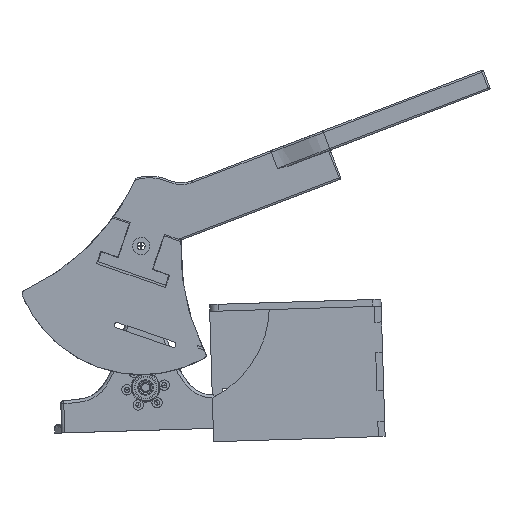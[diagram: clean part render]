
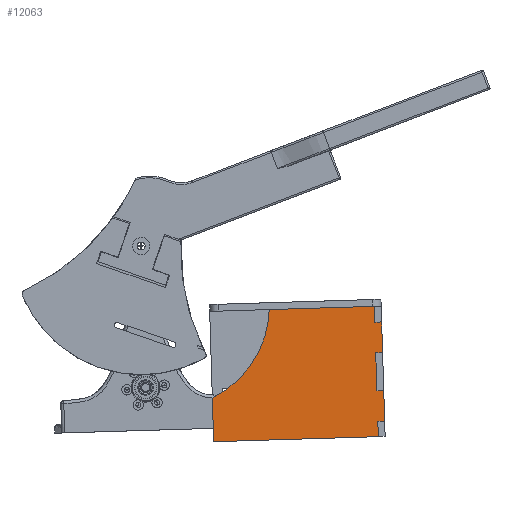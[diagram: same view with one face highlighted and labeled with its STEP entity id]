
A CAD part, left-side view. The second image highlights one B-rep face of the part: STEP entity #12063.
In plain terms, the highlighted face is planar.
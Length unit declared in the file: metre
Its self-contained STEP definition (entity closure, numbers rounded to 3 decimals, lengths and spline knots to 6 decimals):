
#1025=CIRCLE('',#13962,0.06);
#4013=ORIENTED_EDGE('',*,*,#5818,.F.);
#4014=ORIENTED_EDGE('',*,*,#5819,.T.);
#4015=ORIENTED_EDGE('',*,*,#5793,.F.);
#4016=ORIENTED_EDGE('',*,*,#5820,.F.);
#4017=ORIENTED_EDGE('',*,*,#5821,.F.);
#4018=ORIENTED_EDGE('',*,*,#5822,.T.);
#4019=ORIENTED_EDGE('',*,*,#5823,.T.);
#4020=ORIENTED_EDGE('',*,*,#5824,.T.);
#4021=ORIENTED_EDGE('',*,*,#5825,.T.);
#4022=ORIENTED_EDGE('',*,*,#5826,.F.);
#4023=ORIENTED_EDGE('',*,*,#5827,.T.);
#4024=ORIENTED_EDGE('',*,*,#5828,.T.);
#4025=ORIENTED_EDGE('',*,*,#5799,.T.);
#4026=ORIENTED_EDGE('',*,*,#5829,.F.);
#4027=ORIENTED_EDGE('',*,*,#5830,.T.);
#4028=ORIENTED_EDGE('',*,*,#5831,.F.);
#4029=ORIENTED_EDGE('',*,*,#5832,.T.);
#4030=ORIENTED_EDGE('',*,*,#5795,.F.);
#4031=ORIENTED_EDGE('',*,*,#5833,.F.);
#5793=EDGE_CURVE('',#6982,#6980,#8000,.T.);
#5795=EDGE_CURVE('',#6983,#6985,#8002,.T.);
#5799=EDGE_CURVE('',#6989,#6987,#8006,.T.);
#5818=EDGE_CURVE('',#7004,#7005,#8024,.T.);
#5819=EDGE_CURVE('',#7004,#6980,#8025,.T.);
#5820=EDGE_CURVE('',#7006,#6982,#1025,.T.);
#5821=EDGE_CURVE('',#7007,#7006,#8026,.T.);
#5822=EDGE_CURVE('',#7007,#7008,#8027,.T.);
#5823=EDGE_CURVE('',#7008,#7009,#8028,.T.);
#5824=EDGE_CURVE('',#7009,#7010,#8029,.T.);
#5825=EDGE_CURVE('',#7010,#7011,#8030,.T.);
#5826=EDGE_CURVE('',#7012,#7011,#8031,.T.);
#5827=EDGE_CURVE('',#7012,#7013,#8032,.T.);
#5828=EDGE_CURVE('',#7013,#6989,#8033,.T.);
#5829=EDGE_CURVE('',#7014,#6987,#8034,.T.);
#5830=EDGE_CURVE('',#7014,#7015,#8035,.T.);
#5831=EDGE_CURVE('',#7016,#7015,#8036,.T.);
#5832=EDGE_CURVE('',#7016,#6985,#8037,.T.);
#5833=EDGE_CURVE('',#7005,#6983,#8038,.T.);
#6980=VERTEX_POINT('',#21917);
#6982=VERTEX_POINT('',#21921);
#6983=VERTEX_POINT('',#21925);
#6985=VERTEX_POINT('',#21928);
#6987=VERTEX_POINT('',#21934);
#6989=VERTEX_POINT('',#21937);
#7004=VERTEX_POINT('',#21973);
#7005=VERTEX_POINT('',#21974);
#7006=VERTEX_POINT('',#21977);
#7007=VERTEX_POINT('',#21979);
#7008=VERTEX_POINT('',#21981);
#7009=VERTEX_POINT('',#21983);
#7010=VERTEX_POINT('',#21985);
#7011=VERTEX_POINT('',#21987);
#7012=VERTEX_POINT('',#21989);
#7013=VERTEX_POINT('',#21991);
#7014=VERTEX_POINT('',#21994);
#7015=VERTEX_POINT('',#21996);
#7016=VERTEX_POINT('',#21998);
#8000=LINE('',#21922,#9071);
#8002=LINE('',#21927,#9073);
#8006=LINE('',#21936,#9077);
#8024=LINE('',#21972,#9095);
#8025=LINE('',#21975,#9096);
#8026=LINE('',#21978,#9097);
#8027=LINE('',#21980,#9098);
#8028=LINE('',#21982,#9099);
#8029=LINE('',#21984,#9100);
#8030=LINE('',#21986,#9101);
#8031=LINE('',#21988,#9102);
#8032=LINE('',#21990,#9103);
#8033=LINE('',#21992,#9104);
#8034=LINE('',#21993,#9105);
#8035=LINE('',#21995,#9106);
#8036=LINE('',#21997,#9107);
#8037=LINE('',#21999,#9108);
#8038=LINE('',#22000,#9109);
#9071=VECTOR('',#17080,1.);
#9073=VECTOR('',#17084,1.);
#9077=VECTOR('',#17090,1.);
#9095=VECTOR('',#17114,1.);
#9096=VECTOR('',#17115,1.);
#9097=VECTOR('',#17118,1.);
#9098=VECTOR('',#17119,1.);
#9099=VECTOR('',#17120,1.);
#9100=VECTOR('',#17121,1.);
#9101=VECTOR('',#17122,1.);
#9102=VECTOR('',#17123,1.);
#9103=VECTOR('',#17124,1.);
#9104=VECTOR('',#17125,1.);
#9105=VECTOR('',#17126,1.);
#9106=VECTOR('',#17127,1.);
#9107=VECTOR('',#17128,1.);
#9108=VECTOR('',#17129,1.);
#9109=VECTOR('',#17130,1.);
#10072=EDGE_LOOP('',(#4013,#4014,#4015,#4016,#4017,#4018,#4019,#4020,#4021,
#4022,#4023,#4024,#4025,#4026,#4027,#4028,#4029,#4030,#4031));
#10973=FACE_BOUND('',#10072,.T.);
#11383=PLANE('',#13961);
#12063=ADVANCED_FACE('',(#10973),#11383,.T.);
#13961=AXIS2_PLACEMENT_3D('',#21971,#17112,#17113);
#13962=AXIS2_PLACEMENT_3D('',#21976,#17116,#17117);
#17080=DIRECTION('',(0.,1.,0.));
#17084=DIRECTION('',(0.,1.,0.));
#17090=DIRECTION('',(0.,0.,1.));
#17112=DIRECTION('',(1.,0.,0.));
#17113=DIRECTION('',(0.,1.,0.));
#17114=DIRECTION('',(0.,1.,0.));
#17115=DIRECTION('',(0.,0.,1.));
#17116=DIRECTION('',(1.,0.,0.));
#17117=DIRECTION('',(0.,0.,-1.));
#17118=DIRECTION('',(0.,0.,1.));
#17119=DIRECTION('',(0.,1.,0.));
#17120=DIRECTION('',(0.,0.,1.));
#17121=DIRECTION('',(0.,1.,0.));
#17122=DIRECTION('',(0.,0.,1.));
#17123=DIRECTION('',(0.,1.,0.));
#17124=DIRECTION('',(0.,0.,1.));
#17125=DIRECTION('',(0.,1.,0.));
#17126=DIRECTION('',(0.,1.,0.));
#17127=DIRECTION('',(0.,0.,1.));
#17128=DIRECTION('',(0.,1.,0.));
#17129=DIRECTION('',(0.,0.,1.));
#17130=DIRECTION('',(0.,0.,1.));
#21917=CARTESIAN_POINT('',(0.,0.039823,0.08));
#21921=CARTESIAN_POINT('',(0.,0.035,0.08));
#21922=CARTESIAN_POINT('',(0.,0.0675,0.08));
#21925=CARTESIAN_POINT('',(0.,0.060502,0.08));
#21927=CARTESIAN_POINT('',(0.,0.0675,0.08));
#21928=CARTESIAN_POINT('',(0.,0.081545,0.08));
#21934=CARTESIAN_POINT('',(0.,0.1,0.066781));
#21936=CARTESIAN_POINT('',(0.,0.1,0.04));
#21937=CARTESIAN_POINT('',(0.,0.1,0.04893));
#21971=CARTESIAN_POINT('',(0.,0.0075,0.07));
#21972=CARTESIAN_POINT('',(0.,0.0675,0.076));
#21973=CARTESIAN_POINT('',(0.,0.039823,0.076));
#21974=CARTESIAN_POINT('',(0.,0.060502,0.076));
#21975=CARTESIAN_POINT('',(0.,0.039823,0.076));
#21976=CARTESIAN_POINT('',(0.,-0.025,0.08));
#21977=CARTESIAN_POINT('',(0.,0.,0.025456));
#21978=CARTESIAN_POINT('',(0.,0.,0.012728));
#21979=CARTESIAN_POINT('',(0.,0.,0.));
#21980=CARTESIAN_POINT('',(0.,0.05,0.));
#21981=CARTESIAN_POINT('',(0.,0.096,0.));
#21982=CARTESIAN_POINT('',(0.,0.096,0.04));
#21983=CARTESIAN_POINT('',(0.,0.096,0.00893));
#21984=CARTESIAN_POINT('',(0.,0.096,0.00893));
#21985=CARTESIAN_POINT('',(0.,0.1,0.00893));
#21986=CARTESIAN_POINT('',(0.,0.1,0.04));
#21987=CARTESIAN_POINT('',(0.,0.1,0.026781));
#21988=CARTESIAN_POINT('',(0.,0.096,0.026781));
#21989=CARTESIAN_POINT('',(0.,0.096,0.026781));
#21990=CARTESIAN_POINT('',(0.,0.096,0.04));
#21991=CARTESIAN_POINT('',(0.,0.096,0.04893));
#21992=CARTESIAN_POINT('',(0.,0.096,0.04893));
#21993=CARTESIAN_POINT('',(0.,0.096,0.066781));
#21994=CARTESIAN_POINT('',(0.,0.096,0.066781));
#21995=CARTESIAN_POINT('',(0.,0.096,0.04));
#21996=CARTESIAN_POINT('',(0.,0.096,0.076));
#21997=CARTESIAN_POINT('',(0.,0.0675,0.076));
#21998=CARTESIAN_POINT('',(0.,0.081545,0.076));
#21999=CARTESIAN_POINT('',(0.,0.081545,0.076));
#22000=CARTESIAN_POINT('',(0.,0.060502,0.076));
